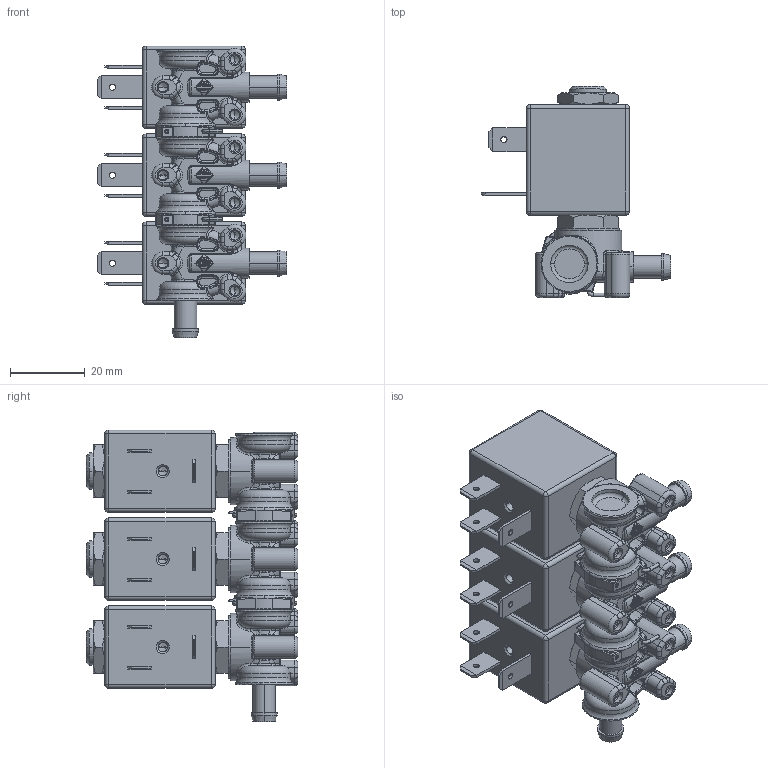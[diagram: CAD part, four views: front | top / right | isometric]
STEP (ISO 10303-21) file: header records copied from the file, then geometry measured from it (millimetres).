
FILE_DESCRIPTION((''),'2;1');
FILE_NAME('PRT0001','2014-10-16T',('romeri'),('O.D.E.'),'PRO/ENGINEER BY PARAMETRIC TECHNOLOGY CORPORATION, 2011410','PRO/ENGINEER BY PARAMETRIC TECHNOLOGY CORPORATION, 2011410','');
FILE_SCHEMA(('CONFIG_CONTROL_DESIGN','SHAPE_APPEARANCE_LAYERS_GROUPS'));
Products named in the file (1): PRT0001
Bounding box: 50.5 x 56.52 x 78 mm (x, y, z)
Volume: 64026.1 mm3; surface area: 37287.1 mm2
Topology: 1 solids, 23 shells, 1957 faces, 4655 edges, 2779 vertices
Faces by surface type: cylinder 574, plane 568, bspline 372, torus 225, cone 166, sphere 52
Entity records: 77791 total; most frequent: CARTESIAN_POINT 28865, ORIENTED_EDGE 9246, DIRECTION 7922, EDGE_CURVE 4631, AXIS2_PLACEMENT_3D 3135, VERTEX_POINT 2779, EDGE_LOOP 2070, FACE_OUTER_BOUND 1957
